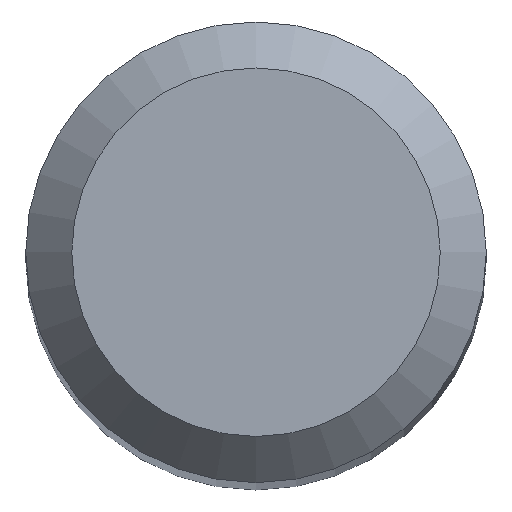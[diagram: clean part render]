
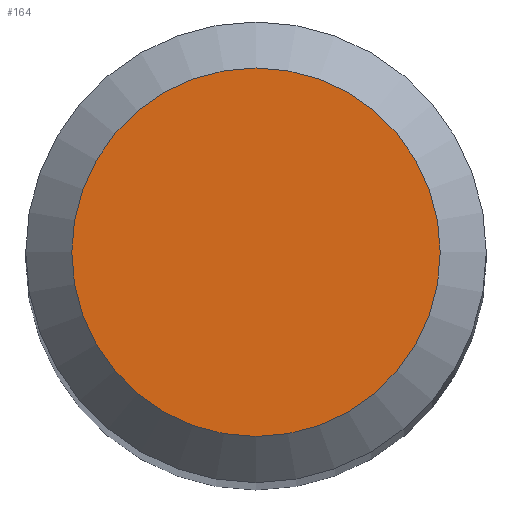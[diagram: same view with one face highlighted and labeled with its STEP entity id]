
A CAD part, top view. The second image highlights one B-rep face of the part: STEP entity #164.
In plain terms, the highlighted planar face has unit normal (0, 0, 1).
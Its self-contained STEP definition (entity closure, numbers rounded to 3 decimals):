
#16 = VERTEX_POINT ( 'NONE', #224 ) ;
#28 = FACE_OUTER_BOUND ( 'NONE', #209, .T. ) ;
#39 = EDGE_CURVE ( 'NONE', #16, #16, #182, .T. ) ;
#68 = DIRECTION ( 'NONE',  ( 1., 0., 0. ) ) ;
#125 = ORIENTED_EDGE ( 'NONE', *, *, #39, .T. ) ;
#164 = ADVANCED_FACE ( 'NONE', ( #28 ), #215, .F. ) ;
#167 = CARTESIAN_POINT ( 'NONE',  ( 0., 0., 38. ) ) ;
#182 = CIRCLE ( 'NONE', #242, 1.2 ) ;
#194 = DIRECTION ( 'NONE',  ( 0., 0., 1. ) ) ;
#209 = EDGE_LOOP ( 'NONE', ( #125 ) ) ;
#215 = PLANE ( 'NONE',  #247 ) ;
#220 = DIRECTION ( 'NONE',  ( 0., 0., -1. ) ) ;
#224 = CARTESIAN_POINT ( 'NONE',  ( 1.2, 0., 38. ) ) ;
#239 = CARTESIAN_POINT ( 'NONE',  ( 0., 1.2, 38. ) ) ;
#242 = AXIS2_PLACEMENT_3D ( 'NONE', #167, #194, #68 ) ;
#247 = AXIS2_PLACEMENT_3D ( 'NONE', #239, #220, #264 ) ;
#264 = DIRECTION ( 'NONE',  ( -1., 0., 0. ) ) ;
